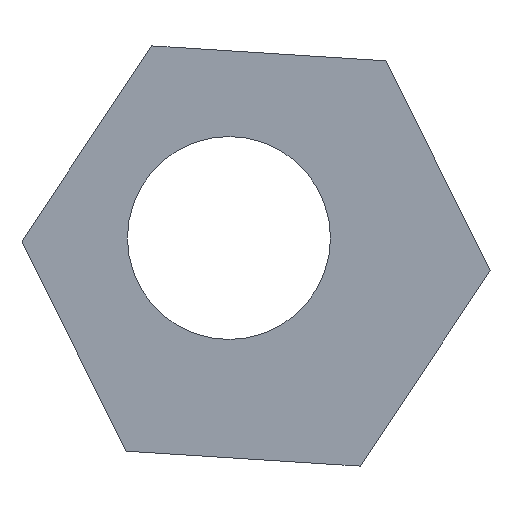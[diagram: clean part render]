
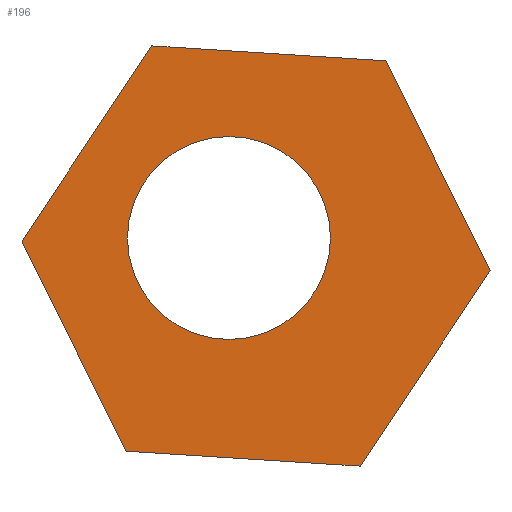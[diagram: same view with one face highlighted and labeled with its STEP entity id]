
A CAD part, front view. The second image highlights one B-rep face of the part: STEP entity #196.
In plain terms, the highlighted planar face has unit normal (0, -1, 0).
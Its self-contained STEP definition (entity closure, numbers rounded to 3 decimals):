
#17=FACE_BOUND('',#51,.T.);
#26=PLANE('',#225);
#37=FACE_OUTER_BOUND('',#50,.T.);
#50=EDGE_LOOP('',(#177,#178,#179,#180,#181,#182));
#51=EDGE_LOOP('',(#183));
#56=LINE('',#299,#76);
#59=LINE('',#305,#79);
#62=LINE('',#311,#82);
#65=LINE('',#317,#85);
#68=LINE('',#323,#88);
#71=LINE('',#327,#91);
#76=VECTOR('',#248,10.);
#79=VECTOR('',#253,10.);
#82=VECTOR('',#258,10.);
#85=VECTOR('',#263,10.);
#88=VECTOR('',#268,10.);
#91=VECTOR('',#273,10.);
#95=CIRCLE('',#216,2.5);
#99=VERTEX_POINT('',#288);
#102=VERTEX_POINT('',#296);
#103=VERTEX_POINT('',#298);
#105=VERTEX_POINT('',#304);
#107=VERTEX_POINT('',#310);
#109=VERTEX_POINT('',#316);
#111=VERTEX_POINT('',#322);
#117=EDGE_CURVE('',#99,#99,#95,.T.);
#120=EDGE_CURVE('',#103,#102,#56,.T.);
#123=EDGE_CURVE('',#105,#103,#59,.T.);
#126=EDGE_CURVE('',#107,#105,#62,.T.);
#129=EDGE_CURVE('',#109,#107,#65,.T.);
#132=EDGE_CURVE('',#111,#109,#68,.T.);
#135=EDGE_CURVE('',#102,#111,#71,.T.);
#177=ORIENTED_EDGE('',*,*,#135,.T.);
#178=ORIENTED_EDGE('',*,*,#132,.T.);
#179=ORIENTED_EDGE('',*,*,#129,.T.);
#180=ORIENTED_EDGE('',*,*,#126,.T.);
#181=ORIENTED_EDGE('',*,*,#123,.T.);
#182=ORIENTED_EDGE('',*,*,#120,.T.);
#183=ORIENTED_EDGE('',*,*,#117,.T.);
#196=ADVANCED_FACE('',(#37,#17),#26,.F.);
#216=AXIS2_PLACEMENT_3D('',#290,#240,#241);
#225=AXIS2_PLACEMENT_3D('',#329,#276,#277);
#240=DIRECTION('center_axis',(0.,1.,0.));
#241=DIRECTION('ref_axis',(1.,0.,0.));
#248=DIRECTION('',(0.554,0.,0.832));
#253=DIRECTION('',(0.998,0.,-0.064));
#258=DIRECTION('',(0.444,0.,-0.896));
#263=DIRECTION('',(-0.554,0.,-0.832));
#268=DIRECTION('',(-0.998,0.,0.064));
#273=DIRECTION('',(-0.444,0.,0.896));
#276=DIRECTION('center_axis',(0.,1.,0.));
#277=DIRECTION('ref_axis',(1.,0.,0.));
#288=CARTESIAN_POINT('',(-3.166,-8.,0.443));
#290=CARTESIAN_POINT('Origin',(-0.666,-8.,0.443));
#296=CARTESIAN_POINT('',(5.762,-8.,-0.368));
#298=CARTESIAN_POINT('',(2.562,-8.,-5.174));
#299=CARTESIAN_POINT('',(5.762,-8.,-0.368));
#304=CARTESIAN_POINT('',(-3.199,-8.,-4.806));
#305=CARTESIAN_POINT('',(2.562,-8.,-5.174));
#310=CARTESIAN_POINT('',(-5.762,-8.,0.368));
#311=CARTESIAN_POINT('',(-3.199,-8.,-4.806));
#316=CARTESIAN_POINT('',(-2.562,-8.,5.174));
#317=CARTESIAN_POINT('',(-5.762,-8.,0.368));
#322=CARTESIAN_POINT('',(3.199,-8.,4.806));
#323=CARTESIAN_POINT('',(-2.562,-8.,5.174));
#327=CARTESIAN_POINT('',(3.199,-8.,4.806));
#329=CARTESIAN_POINT('Origin',(0.,-8.,0.));
